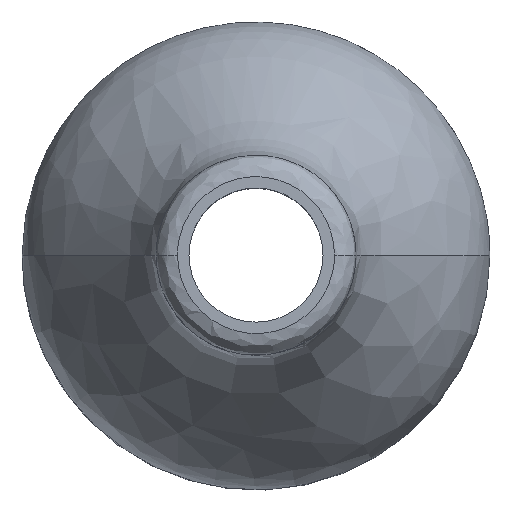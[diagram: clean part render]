
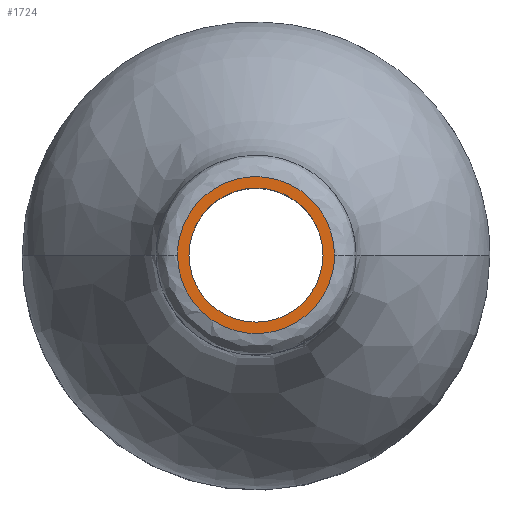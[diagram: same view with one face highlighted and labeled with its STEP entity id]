
A CAD part, top view. The second image highlights one B-rep face of the part: STEP entity #1724.
In plain terms, the highlighted planar face has unit normal (0, 0, 1).
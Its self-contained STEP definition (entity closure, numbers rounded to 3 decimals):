
#1=CARTESIAN_POINT('POINT1',(1.859,0.,16.51));
#2=VERTEX_POINT('VERTEX1',#1);
#46=CARTESIAN_POINT('POINT4',(-1.859,0.,16.51));
#47=VERTEX_POINT('VERTEX4',#46);
#63=B_SPLINE_CURVE_WITH_KNOTS('SPLINE_CRV4',3,(#64,#65,#66,#67,#68,#69,
   #70,#71,#72,#73,#74,#75,#76,#77,#78,#79,#80,#81,#82,#83,#84),
   .UNSPECIFIED.,.F.,.F.,(4,1,1,1,1,1,1,1,1,1,1,1,1,1,1,1,1,1,4),(
   0.,0.056,0.113,
   0.169,0.225,0.28,
   0.336,0.392,0.447,
   0.503,0.558,0.614,
   0.669,0.725,0.78,
   0.836,0.891,0.945,
   1.),.UNSPECIFIED.);
#64=CARTESIAN_POINT('',(1.859,0.,16.51));
#65=CARTESIAN_POINT('',(1.859,0.11,
   16.51));
#66=CARTESIAN_POINT('',(1.84,0.33,
   16.51));
#67=CARTESIAN_POINT('',(1.753,0.649,
   16.51));
#68=CARTESIAN_POINT('',(1.611,0.946,
   16.51));
#69=CARTESIAN_POINT('',(1.421,1.213,
   16.51));
#70=CARTESIAN_POINT('',(1.189,1.442,
   16.51));
#71=CARTESIAN_POINT('',(0.921,1.626,
   16.51));
#72=CARTESIAN_POINT('',(0.624,1.761,
   16.51));
#73=CARTESIAN_POINT('',(0.309,1.843,
   16.51));
#74=CARTESIAN_POINT('',(-0.016,1.869,
   16.51));
#75=CARTESIAN_POINT('',(-0.34,1.837,
   16.51));
#76=CARTESIAN_POINT('',(-0.654,1.751,
   16.51));
#77=CARTESIAN_POINT('',(-0.948,1.61,
   16.51));
#78=CARTESIAN_POINT('',(-1.213,1.421,
   16.51));
#79=CARTESIAN_POINT('',(-1.442,1.189,
   16.51));
#80=CARTESIAN_POINT('',(-1.625,0.922,
   16.51));
#81=CARTESIAN_POINT('',(-1.759,0.629,
   16.51));
#82=CARTESIAN_POINT('',(-1.841,0.319,
   16.51));
#83=CARTESIAN_POINT('',(-1.859,0.106,
   16.51));
#84=CARTESIAN_POINT('',(-1.859,0.,16.51));
#85=EDGE_CURVE('EDGE4',#2,#47,#63,.T.);
#877=B_SPLINE_CURVE_WITH_KNOTS('SPLINE_CRV6',3,(#878,#879,#880,#881,#882
   ,#883,#884,#885,#886,#887,#888,#889,#890,#891,#892,#893,#894,#895,
   #896,#897,#898),.UNSPECIFIED.,.F.,.F.,(4,1,1,1,1,1,1,1,1,1,1,1,1,1,1,
   1,1,1,4),(0.,0.056,0.113,
   0.169,0.225,0.28,
   0.336,0.392,0.447,
   0.503,0.558,0.614,
   0.669,0.725,0.78,
   0.836,0.891,0.945,
   1.),.UNSPECIFIED.);
#878=CARTESIAN_POINT('',(-1.859,0.,16.51));
#879=CARTESIAN_POINT('',(-1.859,-0.11,
   16.51));
#880=CARTESIAN_POINT('',(-1.84,-0.33,
   16.51));
#881=CARTESIAN_POINT('',(-1.753,-0.649,
   16.51));
#882=CARTESIAN_POINT('',(-1.611,-0.946,
   16.51));
#883=CARTESIAN_POINT('',(-1.421,-1.213,
   16.51));
#884=CARTESIAN_POINT('',(-1.189,-1.442,
   16.51));
#885=CARTESIAN_POINT('',(-0.921,-1.626,
   16.51));
#886=CARTESIAN_POINT('',(-0.624,-1.761,
   16.51));
#887=CARTESIAN_POINT('',(-0.309,-1.843,
   16.51));
#888=CARTESIAN_POINT('',(0.016,-1.869,
   16.51));
#889=CARTESIAN_POINT('',(0.34,-1.837,
   16.51));
#890=CARTESIAN_POINT('',(0.654,-1.751,
   16.51));
#891=CARTESIAN_POINT('',(0.948,-1.61,
   16.51));
#892=CARTESIAN_POINT('',(1.213,-1.421,
   16.51));
#893=CARTESIAN_POINT('',(1.442,-1.189,
   16.51));
#894=CARTESIAN_POINT('',(1.625,-0.922,
   16.51));
#895=CARTESIAN_POINT('',(1.759,-0.629,
   16.51));
#896=CARTESIAN_POINT('',(1.841,-0.319,
   16.51));
#897=CARTESIAN_POINT('',(1.859,-0.106,
   16.51));
#898=CARTESIAN_POINT('',(1.859,0.,16.51));
#899=EDGE_CURVE('EDGE6',#47,#2,#877,.T.);
#1665=ORIENTED_EDGE('COEDGE9',*,*,#899,.T.);
#1666=ORIENTED_EDGE('COEDGE10',*,*,#85,.T.);
#1667=EDGE_LOOP('NONE',(#1665,#1666));
#1668=FACE_BOUND('LOOP1',#1667,.T.);
#1669=CARTESIAN_POINT('POINT5',(-1.588,0.,16.51));
#1670=VERTEX_POINT('VERTEX5',#1669);
#1671=CARTESIAN_POINT('POINT6',(1.588,0.,16.51));
#1672=VERTEX_POINT('VERTEX6',#1671);
#1673=(BOUNDED_CURVE() B_SPLINE_CURVE(3,(#1674,#1675,#1676,#1677,#1678,
   #1679,#1680,#1681,#1682,#1683,#1684,#1685,#1686,#1687,#1688,#1689,
   #1690,#1691,#1692),.UNSPECIFIED.,.F.,.F.) B_SPLINE_CURVE_WITH_KNOTS((
   4,1,1,1,1,1,1,1,1,1,1,1,1,1,1,1,4),(0.,0.063,
   0.125,0.188,0.25,
   0.313,0.375,0.438,
   0.5,0.562,0.625,
   0.687,0.75,0.812,
   0.875,0.937,1.),.UNSPECIFIED.) 
   CURVE() GEOMETRIC_REPRESENTATION_ITEM() RATIONAL_B_SPLINE_CURVE((
   1.,1.,1.,1.,1.,1.,1.,
   1.,1.,1.,1.,1.,1.,1.,
   1.,1.,1.,1.,1.)) REPRESENTATION_ITEM(
   'SPLINE_CRV7'));
#1674=CARTESIAN_POINT('',(-1.588,0.,16.51));
#1675=CARTESIAN_POINT('',(-1.588,0.105,16.51)
   );
#1676=CARTESIAN_POINT('',(-1.567,0.311,
   16.51));
#1677=CARTESIAN_POINT('',(-1.476,0.612,
   16.51));
#1678=CARTESIAN_POINT('',(-1.328,0.887,
   16.51));
#1679=CARTESIAN_POINT('',(-1.13,1.13,
   16.51));
#1680=CARTESIAN_POINT('',(-0.888,1.328,
   16.51));
#1681=CARTESIAN_POINT('',(-0.611,1.476,
   16.51));
#1682=CARTESIAN_POINT('',(-0.312,1.567,
   16.51));
#1683=CARTESIAN_POINT('',(0.,1.598,
   16.51));
#1684=CARTESIAN_POINT('',(0.312,1.567,
   16.51));
#1685=CARTESIAN_POINT('',(0.611,1.476,
   16.51));
#1686=CARTESIAN_POINT('',(0.888,1.328,
   16.51));
#1687=CARTESIAN_POINT('',(1.13,1.13,
   16.51));
#1688=CARTESIAN_POINT('',(1.328,0.887,
   16.51));
#1689=CARTESIAN_POINT('',(1.476,0.612,
   16.51));
#1690=CARTESIAN_POINT('',(1.567,0.311,
   16.51));
#1691=CARTESIAN_POINT('',(1.588,0.105,16.51))
   ;
#1692=CARTESIAN_POINT('',(1.588,0.,16.51));
#1693=EDGE_CURVE('EDGE7',#1670,#1672,#1673,.T.);
#1694=ORIENTED_EDGE('COEDGE11',*,*,#1693,.T.);
#1695=(BOUNDED_CURVE() B_SPLINE_CURVE(3,(#1696,#1697,#1698,#1699,#1700,
   #1701,#1702,#1703,#1704,#1705,#1706,#1707,#1708,#1709,#1710,#1711,
   #1712,#1713,#1714),.UNSPECIFIED.,.F.,.F.) B_SPLINE_CURVE_WITH_KNOTS((
   4,1,1,1,1,1,1,1,1,1,1,1,1,1,1,1,4),(0.,0.063,
   0.125,0.188,0.25,
   0.313,0.375,0.438,
   0.5,0.562,0.625,
   0.687,0.75,0.812,
   0.875,0.937,1.),.UNSPECIFIED.) 
   CURVE() GEOMETRIC_REPRESENTATION_ITEM() RATIONAL_B_SPLINE_CURVE((
   1.,1.,1.,1.,1.,1.,1.,
   1.,1.,1.,1.,1.,1.,1.,
   1.,1.,1.,1.,1.)) REPRESENTATION_ITEM(
   'SPLINE_CRV8'));
#1696=CARTESIAN_POINT('',(1.588,0.,16.51));
#1697=CARTESIAN_POINT('',(1.588,-0.105,16.51)
   );
#1698=CARTESIAN_POINT('',(1.567,-0.311,
   16.51));
#1699=CARTESIAN_POINT('',(1.476,-0.612,
   16.51));
#1700=CARTESIAN_POINT('',(1.328,-0.887,
   16.51));
#1701=CARTESIAN_POINT('',(1.13,-1.13,
   16.51));
#1702=CARTESIAN_POINT('',(0.888,-1.328,
   16.51));
#1703=CARTESIAN_POINT('',(0.611,-1.476,
   16.51));
#1704=CARTESIAN_POINT('',(0.312,-1.567,
   16.51));
#1705=CARTESIAN_POINT('',(0.,-1.598,
   16.51));
#1706=CARTESIAN_POINT('',(-0.312,-1.567,
   16.51));
#1707=CARTESIAN_POINT('',(-0.611,-1.476,
   16.51));
#1708=CARTESIAN_POINT('',(-0.888,-1.328,
   16.51));
#1709=CARTESIAN_POINT('',(-1.13,-1.13,
   16.51));
#1710=CARTESIAN_POINT('',(-1.328,-0.887,
   16.51));
#1711=CARTESIAN_POINT('',(-1.476,-0.612,
   16.51));
#1712=CARTESIAN_POINT('',(-1.567,-0.311,
   16.51));
#1713=CARTESIAN_POINT('',(-1.588,-0.105,16.51
   ));
#1714=CARTESIAN_POINT('',(-1.588,0.,16.51));
#1715=EDGE_CURVE('EDGE8',#1672,#1670,#1695,.T.);
#1716=ORIENTED_EDGE('COEDGE12',*,*,#1715,.T.);
#1717=EDGE_LOOP('NONE',(#1694,#1716));
#1718=FACE_BOUND('LOOP1',#1717,.T.);
#1719=CARTESIAN_POINT('POS1',(0.,0.,16.51));
#1720=DIRECTION('DIR1',(0.,0.,1.));
#1721=DIRECTION('DIR2',(1.,0.,0.));
#1722=AXIS2_PLACEMENT_3D('AXIS1',#1719,#1720,#1721);
#1723=PLANE('PLANE1',#1722);
#1724=ADVANCED_FACE('FACE3',(#1668,#1718),#1723,.T.);
